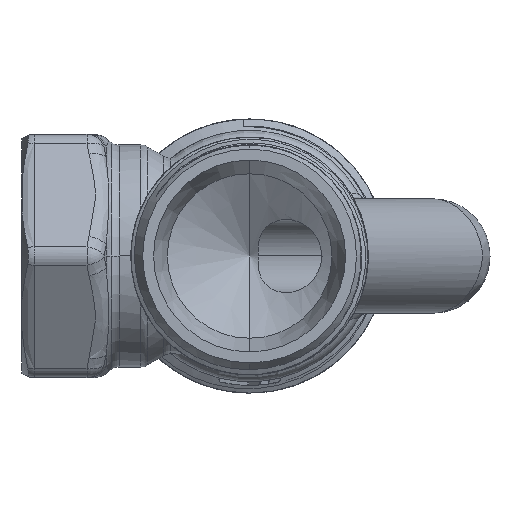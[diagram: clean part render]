
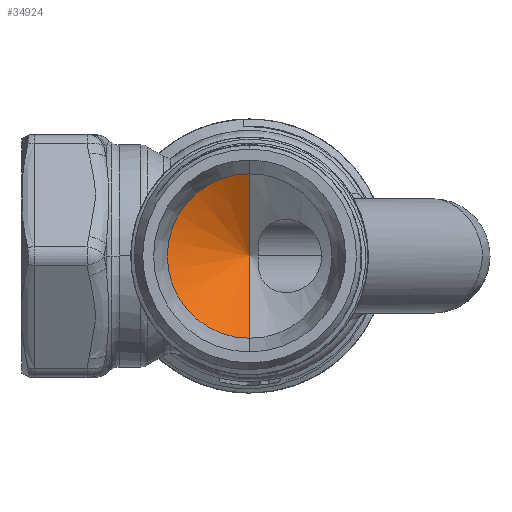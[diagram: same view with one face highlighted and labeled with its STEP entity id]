
A CAD part, front view. The second image highlights one B-rep face of the part: STEP entity #34924.
In plain terms, the highlighted conical face has half-angle 60 degrees and reference radius 4.59 mm.
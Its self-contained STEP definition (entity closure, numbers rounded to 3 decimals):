
#13023=CARTESIAN_POINT('',(0.,-18.9,0.));
#13024=DIRECTION('',(0.,-1.,0.));
#13025=DIRECTION('',(0.,0.,1.));
#13026=AXIS2_PLACEMENT_3D('',#13023,#13024,#13025);
#13033=DIRECTION('',(0.,-0.5,-0.866));
#13034=VECTOR('',#13033,10.392);
#13035=CARTESIAN_POINT('',(0.,-13.704,0.));
#13036=LINE('',#13035,#13034);
#13037=DIRECTION('',(0.,-0.5,0.866));
#13038=VECTOR('',#13037,10.392);
#13039=CARTESIAN_POINT('',(0.,-13.704,0.));
#13040=LINE('',#13039,#13038);
#17192=CARTESIAN_POINT('',(0.,-13.704,0.));
#17193=CARTESIAN_POINT('',(0.,-18.9,-9.));
#17194=VERTEX_POINT('',#17192);
#17195=VERTEX_POINT('',#17193);
#17196=CARTESIAN_POINT('',(0.,-18.9,9.));
#17197=VERTEX_POINT('',#17196);
#34912=CARTESIAN_POINT('',(0.,-16.354,0.));
#34913=DIRECTION('',(0.,-1.,0.));
#34914=DIRECTION('',(0.,0.,1.));
#34915=AXIS2_PLACEMENT_3D('',#34912,#34913,#34914);
#34916=CONICAL_SURFACE('',#34915,4.59,60.);
#34917=ORIENTED_EDGE('',*,*,#34906,.F.);
#34919=ORIENTED_EDGE('',*,*,#34918,.F.);
#34921=ORIENTED_EDGE('',*,*,#34920,.T.);
#34922=EDGE_LOOP('',(#34917,#34919,#34921));
#34923=FACE_OUTER_BOUND('',#34922,.F.);
#34924=ADVANCED_FACE('',(#34923),#34916,.F.);
#13027=CIRCLE('',#13026,9.);
#34906=EDGE_CURVE('',#17197,#17195,#13027,.T.);
#34918=EDGE_CURVE('',#17194,#17197,#13040,.T.);
#34920=EDGE_CURVE('',#17194,#17195,#13036,.T.);
